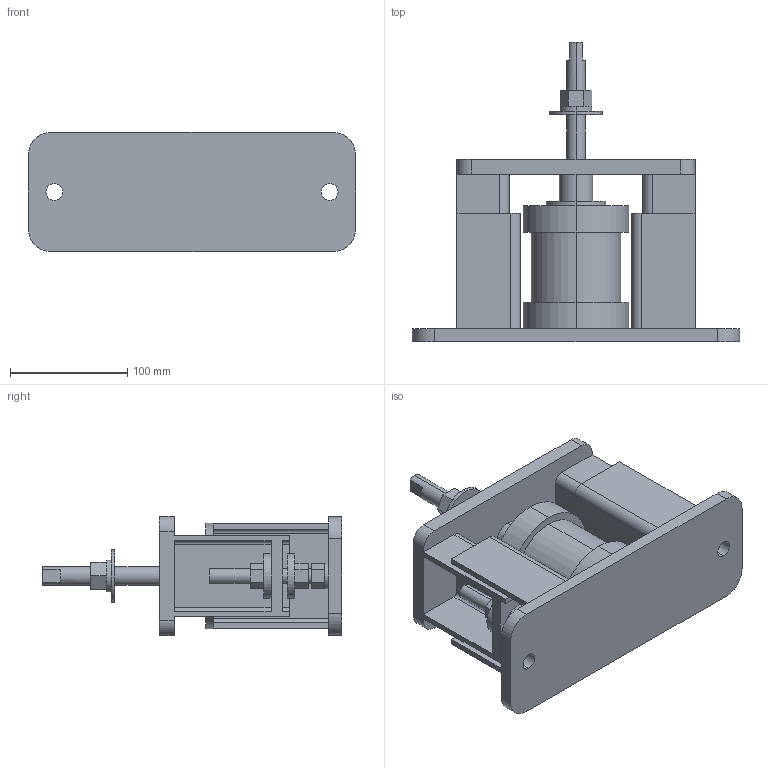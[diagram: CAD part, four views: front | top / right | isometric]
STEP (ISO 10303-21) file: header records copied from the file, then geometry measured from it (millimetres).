
FILE_DESCRIPTION (( 'STEP AP203' ), '1' );
FILE_NAME ('SRMT-1-350 Rev Q.STEP', '2024-07-15T15:24:51', ( '' ), ( '' ), 'SwSTEP 2.0', 'SolidWorks 2016', '' );
FILE_SCHEMA (( 'CONFIG_CONTROL_DESIGN' ));
Length unit declared in the file: inch
Products named in the file (1): SRMT-1-350 Rev Q
Bounding box: 279.4 x 255.59 x 101.6 mm (x, y, z)
Volume: 1593645.8 mm3; surface area: 309071.2 mm2
Topology: 1 solids, 1 shells, 201 faces, 508 edges, 338 vertices
Faces by surface type: plane 127, cylinder 74
Entity records: 6155 total; most frequent: DIRECTION 1066, CARTESIAN_POINT 1048, ORIENTED_EDGE 1016, EDGE_CURVE 508, AXIS2_PLACEMENT_3D 356, LINE 354, VECTOR 354, VERTEX_POINT 338
